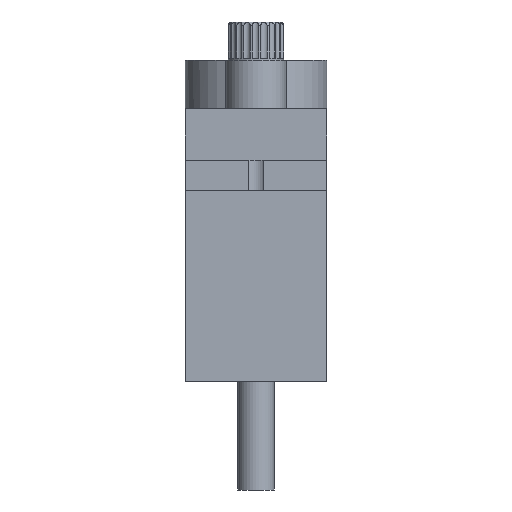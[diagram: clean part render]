
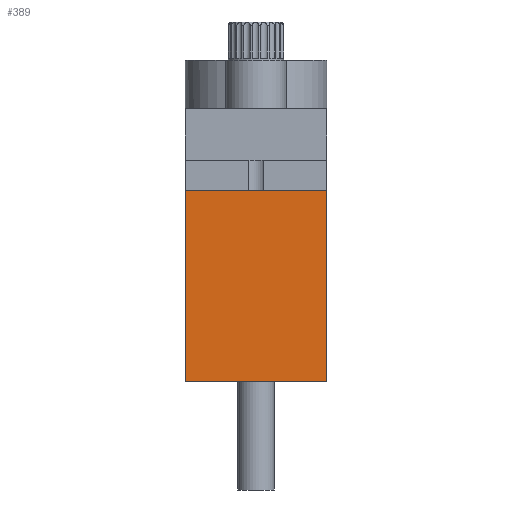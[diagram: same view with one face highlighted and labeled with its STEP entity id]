
A CAD part, front view. The second image highlights one B-rep face of the part: STEP entity #389.
In plain terms, the highlighted planar face has unit normal (0, -1, 0).
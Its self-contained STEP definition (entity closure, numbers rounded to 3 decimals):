
#21 = EDGE_CURVE('',#22,#24,#26,.T.);
#22 = VERTEX_POINT('',#23);
#23 = CARTESIAN_POINT('',(-5.9,0.,0.));
#24 = VERTEX_POINT('',#25);
#25 = CARTESIAN_POINT('',(-5.9,0.,15.9));
#26 = SURFACE_CURVE('',#27,(#31,#43),.PCURVE_S1.);
#27 = LINE('',#28,#29);
#28 = CARTESIAN_POINT('',(-5.9,0.,0.));
#29 = VECTOR('',#30,1.);
#30 = DIRECTION('',(0.,0.,1.));
#31 = PCURVE('',#32,#37);
#32 = PLANE('',#33);
#33 = AXIS2_PLACEMENT_3D('',#34,#35,#36);
#34 = CARTESIAN_POINT('',(-5.9,0.,0.));
#35 = DIRECTION('',(-1.,0.,0.));
#36 = DIRECTION('',(0.,0.,-1.));
#37 = DEFINITIONAL_REPRESENTATION('',(#38),#42);
#38 = LINE('',#39,#40);
#39 = CARTESIAN_POINT('',(0.,-0.));
#40 = VECTOR('',#41,1.);
#41 = DIRECTION('',(-1.,-0.));
#42 = ( GEOMETRIC_REPRESENTATION_CONTEXT(2) 
PARAMETRIC_REPRESENTATION_CONTEXT() REPRESENTATION_CONTEXT('2D SPACE',''
  ) );
#43 = PCURVE('',#44,#49);
#44 = PLANE('',#45);
#45 = AXIS2_PLACEMENT_3D('',#46,#47,#48);
#46 = CARTESIAN_POINT('',(-5.9,0.,0.));
#47 = DIRECTION('',(0.,1.,0.));
#48 = DIRECTION('',(0.,0.,1.));
#49 = DEFINITIONAL_REPRESENTATION('',(#50),#54);
#50 = LINE('',#51,#52);
#51 = CARTESIAN_POINT('',(0.,0.));
#52 = VECTOR('',#53,1.);
#53 = DIRECTION('',(1.,0.));
#54 = ( GEOMETRIC_REPRESENTATION_CONTEXT(2) 
PARAMETRIC_REPRESENTATION_CONTEXT() REPRESENTATION_CONTEXT('2D SPACE',''
  ) );
#72 = PLANE('',#73);
#73 = AXIS2_PLACEMENT_3D('',#74,#75,#76);
#74 = CARTESIAN_POINT('',(-5.9,-4.7,15.9));
#75 = DIRECTION('',(0.,0.,1.));
#76 = DIRECTION('',(1.,0.,0.));
#378 = PLANE('',#379);
#379 = AXIS2_PLACEMENT_3D('',#380,#381,#382);
#380 = CARTESIAN_POINT('',(-5.9,0.,0.));
#381 = DIRECTION('',(0.,0.,1.));
#382 = DIRECTION('',(1.,0.,0.));
#389 = ADVANCED_FACE('',(#390),#44,.F.);
#390 = FACE_BOUND('',#391,.F.);
#391 = EDGE_LOOP('',(#392,#422,#443,#444));
#392 = ORIENTED_EDGE('',*,*,#393,.F.);
#393 = EDGE_CURVE('',#394,#396,#398,.T.);
#394 = VERTEX_POINT('',#395);
#395 = CARTESIAN_POINT('',(5.9,0.,0.));
#396 = VERTEX_POINT('',#397);
#397 = CARTESIAN_POINT('',(5.9,0.,15.9));
#398 = SURFACE_CURVE('',#399,(#403,#410),.PCURVE_S1.);
#399 = LINE('',#400,#401);
#400 = CARTESIAN_POINT('',(5.9,0.,0.));
#401 = VECTOR('',#402,1.);
#402 = DIRECTION('',(0.,0.,1.));
#403 = PCURVE('',#44,#404);
#404 = DEFINITIONAL_REPRESENTATION('',(#405),#409);
#405 = LINE('',#406,#407);
#406 = CARTESIAN_POINT('',(0.,11.8));
#407 = VECTOR('',#408,1.);
#408 = DIRECTION('',(1.,0.));
#409 = ( GEOMETRIC_REPRESENTATION_CONTEXT(2) 
PARAMETRIC_REPRESENTATION_CONTEXT() REPRESENTATION_CONTEXT('2D SPACE',''
  ) );
#410 = PCURVE('',#411,#416);
#411 = PLANE('',#412);
#412 = AXIS2_PLACEMENT_3D('',#413,#414,#415);
#413 = CARTESIAN_POINT('',(5.9,0.,0.));
#414 = DIRECTION('',(1.,0.,0.));
#415 = DIRECTION('',(0.,0.,1.));
#416 = DEFINITIONAL_REPRESENTATION('',(#417),#421);
#417 = LINE('',#418,#419);
#418 = CARTESIAN_POINT('',(0.,0.));
#419 = VECTOR('',#420,1.);
#420 = DIRECTION('',(1.,0.));
#421 = ( GEOMETRIC_REPRESENTATION_CONTEXT(2) 
PARAMETRIC_REPRESENTATION_CONTEXT() REPRESENTATION_CONTEXT('2D SPACE',''
  ) );
#422 = ORIENTED_EDGE('',*,*,#423,.F.);
#423 = EDGE_CURVE('',#22,#394,#424,.T.);
#424 = SURFACE_CURVE('',#425,(#429,#436),.PCURVE_S1.);
#425 = LINE('',#426,#427);
#426 = CARTESIAN_POINT('',(-5.9,0.,0.));
#427 = VECTOR('',#428,1.);
#428 = DIRECTION('',(1.,0.,0.));
#429 = PCURVE('',#44,#430);
#430 = DEFINITIONAL_REPRESENTATION('',(#431),#435);
#431 = LINE('',#432,#433);
#432 = CARTESIAN_POINT('',(0.,0.));
#433 = VECTOR('',#434,1.);
#434 = DIRECTION('',(0.,1.));
#435 = ( GEOMETRIC_REPRESENTATION_CONTEXT(2) 
PARAMETRIC_REPRESENTATION_CONTEXT() REPRESENTATION_CONTEXT('2D SPACE',''
  ) );
#436 = PCURVE('',#378,#437);
#437 = DEFINITIONAL_REPRESENTATION('',(#438),#442);
#438 = LINE('',#439,#440);
#439 = CARTESIAN_POINT('',(0.,0.));
#440 = VECTOR('',#441,1.);
#441 = DIRECTION('',(1.,0.));
#442 = ( GEOMETRIC_REPRESENTATION_CONTEXT(2) 
PARAMETRIC_REPRESENTATION_CONTEXT() REPRESENTATION_CONTEXT('2D SPACE',''
  ) );
#443 = ORIENTED_EDGE('',*,*,#21,.T.);
#444 = ORIENTED_EDGE('',*,*,#445,.T.);
#445 = EDGE_CURVE('',#24,#396,#446,.T.);
#446 = SURFACE_CURVE('',#447,(#451,#458),.PCURVE_S1.);
#447 = LINE('',#448,#449);
#448 = CARTESIAN_POINT('',(-5.9,0.,15.9));
#449 = VECTOR('',#450,1.);
#450 = DIRECTION('',(1.,0.,0.));
#451 = PCURVE('',#44,#452);
#452 = DEFINITIONAL_REPRESENTATION('',(#453),#457);
#453 = LINE('',#454,#455);
#454 = CARTESIAN_POINT('',(15.9,0.));
#455 = VECTOR('',#456,1.);
#456 = DIRECTION('',(0.,1.));
#457 = ( GEOMETRIC_REPRESENTATION_CONTEXT(2) 
PARAMETRIC_REPRESENTATION_CONTEXT() REPRESENTATION_CONTEXT('2D SPACE',''
  ) );
#458 = PCURVE('',#72,#459);
#459 = DEFINITIONAL_REPRESENTATION('',(#460),#464);
#460 = LINE('',#461,#462);
#461 = CARTESIAN_POINT('',(0.,4.7));
#462 = VECTOR('',#463,1.);
#463 = DIRECTION('',(1.,0.));
#464 = ( GEOMETRIC_REPRESENTATION_CONTEXT(2) 
PARAMETRIC_REPRESENTATION_CONTEXT() REPRESENTATION_CONTEXT('2D SPACE',''
  ) );
